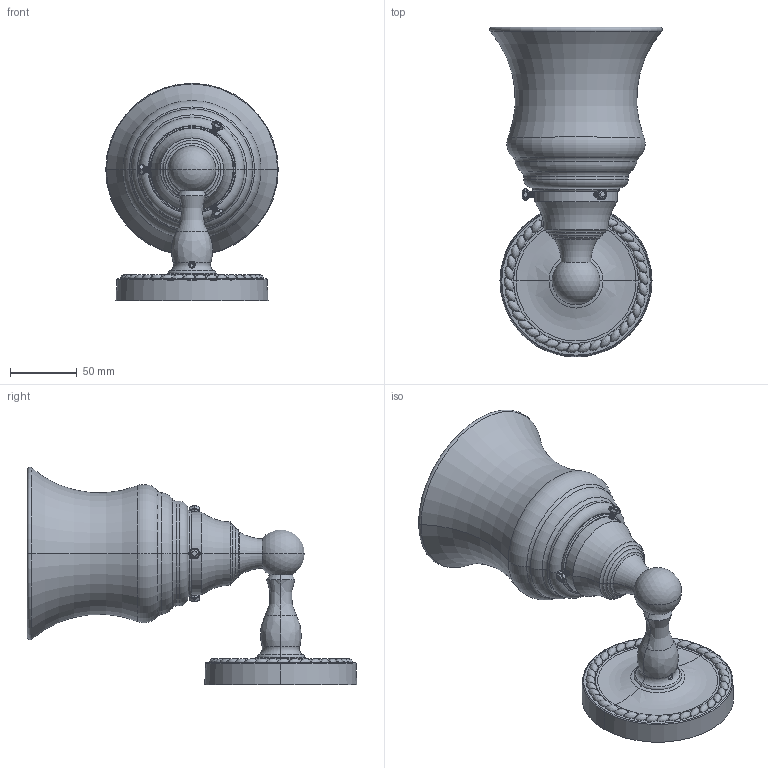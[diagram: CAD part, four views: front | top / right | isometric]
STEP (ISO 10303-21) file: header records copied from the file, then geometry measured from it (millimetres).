
FILE_DESCRIPTION((''),'2;1');
FILE_NAME('1182-1N_ASM','2011-01-10T',('project'),(''),'PRO/ENGINEER BY PARAMETRIC TECHNOLOGY CORPORATION, 2009300','PRO/ENGINEER BY PARAMETRIC TECHNOLOGY CORPORATION, 2009300','');
FILE_SCHEMA(('CONFIG_CONTROL_DESIGN'));
Length unit declared in the file: inch
Products named in the file (14): 92358; CB-002_ASM; 1581-RB; 1182-1P; 92318; 80522; 80523; 0182-LC_ASM; 92379; 0182-N; ML4-18; 1181-TG-N; 92308; 1182-1N_ASM
Assembly tree (15 placements, depth 3):
  1182-1N_ASM
    CB-002_ASM
      92358
    1581-RB
    1182-1P
    92318
    0182-LC_ASM
      80522
      80523  x3
    92379
    0182-N
    ML4-18
    1181-TG-N
    92308
Bounding box: 129.67 x 247.83 x 163.39 mm (x, y, z)
Volume: 252364.1 mm3; surface area: 212616.4 mm2
Topology: 13 solids, 19 shells, 1164 faces, 3422 edges, 2154 vertices
Faces by surface type: cylinder 318, plane 262, bspline 227, sphere 164, torus 154, cone 39
Entity records: 61890 total; most frequent: CARTESIAN_POINT 36065, ORIENTED_EDGE 5680, DIRECTION 5121, EDGE_CURVE 2862, AXIS2_PLACEMENT_3D 2154, VERTEX_POINT 1908, CIRCLE 1305, EDGE_LOOP 1087
